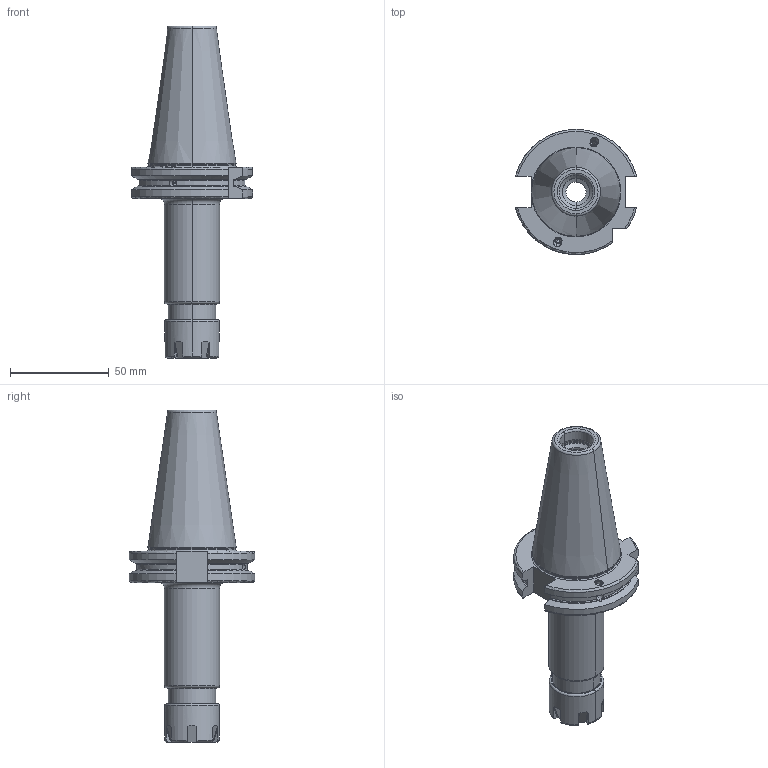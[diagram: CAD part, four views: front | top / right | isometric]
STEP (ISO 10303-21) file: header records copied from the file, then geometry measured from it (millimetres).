
FILE_DESCRIPTION((''),'2;1');
FILE_NAME('403_02_07_13_1','2021-04-07T',('103090'),(''),'CREO PARAMETRIC BY PTC INC, 2016260','CREO PARAMETRIC BY PTC INC, 2016260','');
FILE_SCHEMA(('CONFIG_CONTROL_DESIGN'));
Length unit declared in the file: millimetre
Products named in the file (1): 403_02_07_13_1
Bounding box: 61.48 x 63.54 x 168.4 mm (x, y, z)
Volume: 134181.1 mm3; surface area: 31753 mm2
Topology: 1 solids, 1 shells, 240 faces, 612 edges, 381 vertices
Faces by surface type: cylinder 67, plane 67, torus 56, cone 44, bspline 6
Entity records: 8345 total; most frequent: CARTESIAN_POINT 2606, ORIENTED_EDGE 1220, DIRECTION 1184, EDGE_CURVE 610, AXIS2_PLACEMENT_3D 480, VERTEX_POINT 381, EDGE_LOOP 255, CIRCLE 243
